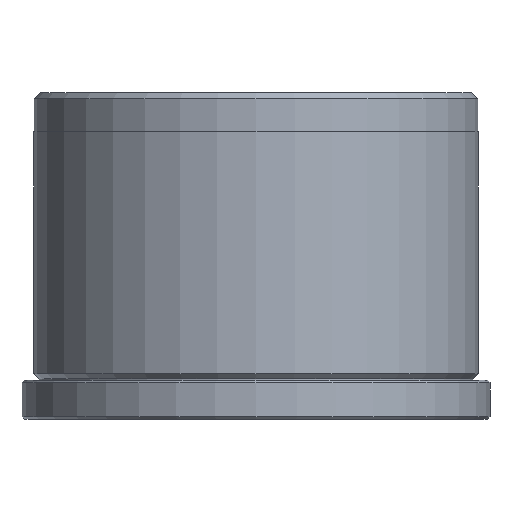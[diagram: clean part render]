
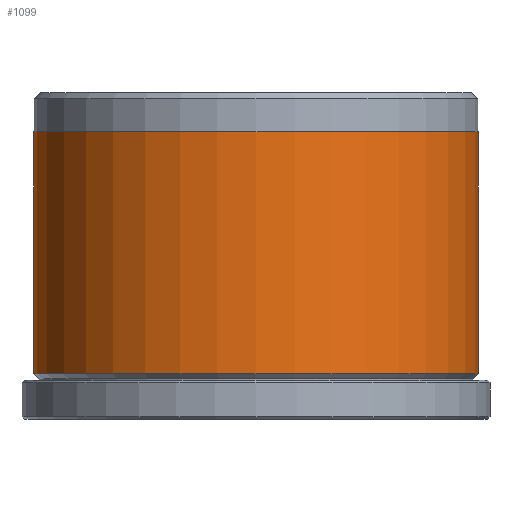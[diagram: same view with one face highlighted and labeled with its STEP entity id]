
A CAD part, front view. The second image highlights one B-rep face of the part: STEP entity #1099.
In plain terms, the highlighted cylindrical face has radius 17 mm (diameter 34 mm), a partial arc.
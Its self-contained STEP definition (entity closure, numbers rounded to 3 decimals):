
#41 = VERTEX_POINT ( 'NONE', #1769 ) ;
#84 = DIRECTION ( 'NONE',  ( -1., 0., 0. ) ) ;
#133 = VERTEX_POINT ( 'NONE', #1223 ) ;
#159 = CARTESIAN_POINT ( 'NONE',  ( 17., 0., 22. ) ) ;
#346 = DIRECTION ( 'NONE',  ( 0., 0., -1. ) ) ;
#358 = CARTESIAN_POINT ( 'NONE',  ( 0., 0., 22. ) ) ;
#378 = FACE_OUTER_BOUND ( 'NONE', #1560, .T. ) ;
#484 = LINE ( 'NONE', #1472, #1463 ) ;
#503 = DIRECTION ( 'NONE',  ( 0., 0., -1. ) ) ;
#557 = DIRECTION ( 'NONE',  ( 1., 0., 0. ) ) ;
#710 = ORIENTED_EDGE ( 'NONE', *, *, #786, .F. ) ;
#786 = EDGE_CURVE ( 'NONE', #804, #133, #484, .T. ) ;
#801 = VERTEX_POINT ( 'NONE', #1296 ) ;
#804 = VERTEX_POINT ( 'NONE', #159 ) ;
#834 = CYLINDRICAL_SURFACE ( 'NONE', #2376, 17. ) ;
#874 = CIRCLE ( 'NONE', #1820, 17. ) ;
#992 = DIRECTION ( 'NONE',  ( 0., 0., -1. ) ) ;
#1057 = AXIS2_PLACEMENT_3D ( 'NONE', #1627, #503, #1821 ) ;
#1099 = ADVANCED_FACE ( 'NONE', ( #378 ), #834, .T. ) ;
#1174 = EDGE_CURVE ( 'NONE', #133, #41, #2165, .T. ) ;
#1184 = ORIENTED_EDGE ( 'NONE', *, *, #1174, .F. ) ;
#1223 = CARTESIAN_POINT ( 'NONE',  ( 17., 0., 3.5 ) ) ;
#1226 = CARTESIAN_POINT ( 'NONE',  ( 0., 0., 25. ) ) ;
#1295 = VECTOR ( 'NONE', #992, 1000. ) ;
#1296 = CARTESIAN_POINT ( 'NONE',  ( -17., 0., 22. ) ) ;
#1307 = EDGE_CURVE ( 'NONE', #801, #804, #874, .T. ) ;
#1463 = VECTOR ( 'NONE', #346, 1000. ) ;
#1472 = CARTESIAN_POINT ( 'NONE',  ( 17., 0., 25. ) ) ;
#1560 = EDGE_LOOP ( 'NONE', ( #710, #2159, #2303, #1184 ) ) ;
#1627 = CARTESIAN_POINT ( 'NONE',  ( 0., 0., 3.5 ) ) ;
#1676 = DIRECTION ( 'NONE',  ( 0., 0., 1. ) ) ;
#1746 = LINE ( 'NONE', #2319, #1295 ) ;
#1769 = CARTESIAN_POINT ( 'NONE',  ( -17., 0., 3.5 ) ) ;
#1820 = AXIS2_PLACEMENT_3D ( 'NONE', #358, #1676, #557 ) ;
#1821 = DIRECTION ( 'NONE',  ( -1., 0., 0. ) ) ;
#2159 = ORIENTED_EDGE ( 'NONE', *, *, #1307, .F. ) ;
#2165 = CIRCLE ( 'NONE', #1057, 17. ) ;
#2303 = ORIENTED_EDGE ( 'NONE', *, *, #2379, .T. ) ;
#2319 = CARTESIAN_POINT ( 'NONE',  ( -17., 0., 25. ) ) ;
#2350 = DIRECTION ( 'NONE',  ( 0., 0., -1. ) ) ;
#2376 = AXIS2_PLACEMENT_3D ( 'NONE', #1226, #2350, #84 ) ;
#2379 = EDGE_CURVE ( 'NONE', #801, #41, #1746, .T. ) ;
